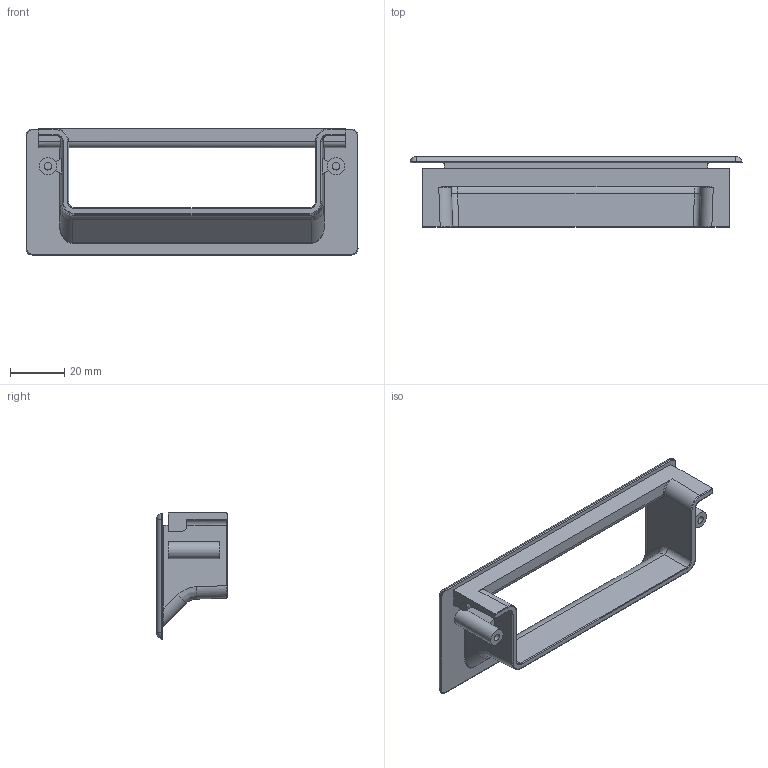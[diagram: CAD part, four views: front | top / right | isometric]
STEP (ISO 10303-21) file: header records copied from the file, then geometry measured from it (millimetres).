
FILE_DESCRIPTION((''),'2;1');
FILE_NAME('Porte_Poignee_Devant.stp','2010-09-23T16:31:00',('claivier'),(''),'Autodesk Inventor 11','Autodesk Inventor 11','');
FILE_SCHEMA(('AUTOMOTIVE_DESIGN { 1 0 10303 214 1 1 1 1 }'));
Length unit declared in the file: millimetre
Products named in the file (1): Porte_Poignée_Devant
Bounding box: 122.95 x 26.2 x 46.68 mm (x, y, z)
Volume: 22172.7 mm3; surface area: 18637.3 mm2
Topology: 1 solids, 1 shells, 112 faces, 282 edges, 174 vertices
Faces by surface type: cylinder 46, plane 34, bspline 28, sphere 4
Full cylindrical faces by diameter (mm): 2.8 x2, 6.4 x2
Entity records: 4645 total; most frequent: CARTESIAN_POINT 2127, ORIENTED_EDGE 552, DIRECTION 472, EDGE_CURVE 276, AXIS2_PLACEMENT_3D 173, VERTEX_POINT 172, VECTOR 126, LINE 126
